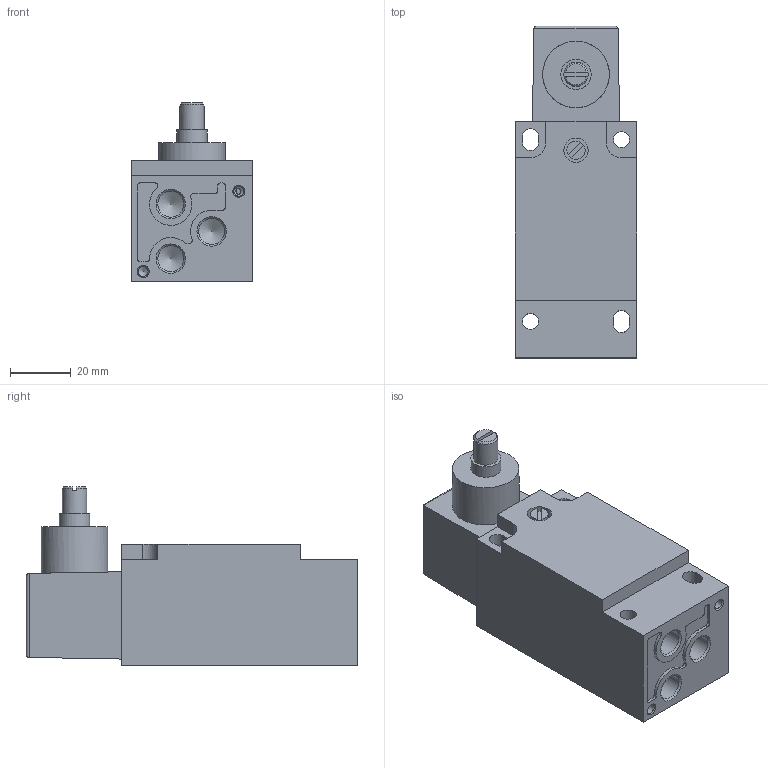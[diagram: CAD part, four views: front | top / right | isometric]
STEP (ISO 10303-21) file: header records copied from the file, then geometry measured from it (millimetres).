
FILE_DESCRIPTION(/* description */ ('STEP AP214'),/* implementation_level */ '2;1');
FILE_NAME(/* name */ '9694_RWN_O-3-1_8-B',/* time_stamp */ '2024-09-14T22:27:13+02:00',/* author */ ('License CC BY-ND 4.0'),/* organization */ ('CADENAS'),/* preprocessor_version */ 'ST-DEVELOPER v19.3',/* originating_system */ 'PARTsolutions',/* authorisation */ ' ');
FILE_SCHEMA (('AUTOMOTIVE_DESIGN {1 0 10303 214 3 1 1}'));
Length unit declared in the file: millimetre
Products named in the file (1): 9694 RWN/O-3-1/8-B
Bounding box: 40 x 109.5 x 59 mm (x, y, z)
Volume: 144411.1 mm3; surface area: 24408.7 mm2
Topology: 1 solids, 1 shells, 94 faces, 244 edges, 159 vertices
Faces by surface type: plane 45, cylinder 37, cone 12
Full cylindrical faces by diameter (mm): 3.242 x2, 5.3 x2, 6 x1, 8 x2, 8.566 x3, 10 x1, 22 x1
Entity records: 2772 total; most frequent: CARTESIAN_POINT 486, DIRECTION 481, ORIENTED_EDGE 426, EDGE_CURVE 213, AXIS2_PLACEMENT_3D 178, VERTEX_POINT 154, FACE_BOUND 137, EDGE_LOOP 133
